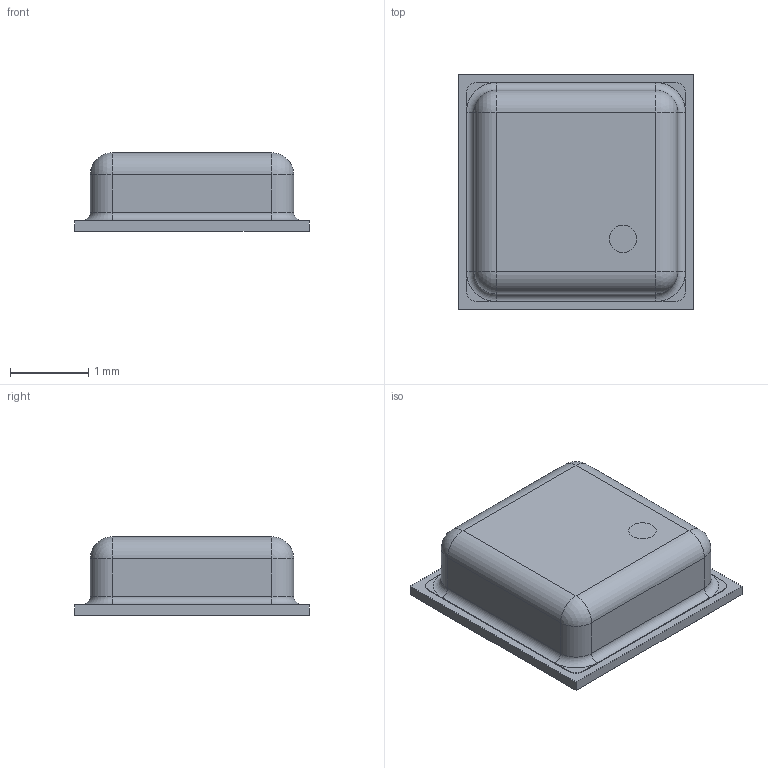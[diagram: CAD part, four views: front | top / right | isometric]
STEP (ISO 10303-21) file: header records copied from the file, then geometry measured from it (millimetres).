
FILE_DESCRIPTION(/* description */ (''),/* implementation_level */ '2;1');
FILE_NAME(/* name */ 'BME680-Bosch_LGA-8_3x3mm_P0.8mm_ClockwisePinNumbering-3D.step',/* time_stamp */ '2021-11-24T16:52:01+02:00',/* author */ (''),/* organization */ (''),/* preprocessor_version */ 'ST-DEVELOPER v18.1',/* originating_system */ 'Autodesk Translation Framework v10.10.0.1391',/* authorisation */ '');
FILE_SCHEMA (('AUTOMOTIVE_DESIGN { 1 0 10303 214 3 1 1 }'));
Length unit declared in the file: millimetre
Products named in the file (1): (Unsaved)
Bounding box: 3 x 3 x 1 mm (x, y, z)
Volume: 6.9 mm3; surface area: 62.2 mm2
Topology: 13 solids, 13 shells, 197 faces, 467 edges, 294 vertices
Faces by surface type: plane 168, cylinder 21, sphere 4, torus 4
Full cylindrical faces by diameter (mm): 0.15 x3, 0.35 x2
Entity records: 5564 total; most frequent: CARTESIAN_POINT 955, ORIENTED_EDGE 926, DIRECTION 905, EDGE_CURVE 463, LINE 417, VECTOR 417, VERTEX_POINT 294, AXIS2_PLACEMENT_3D 244
